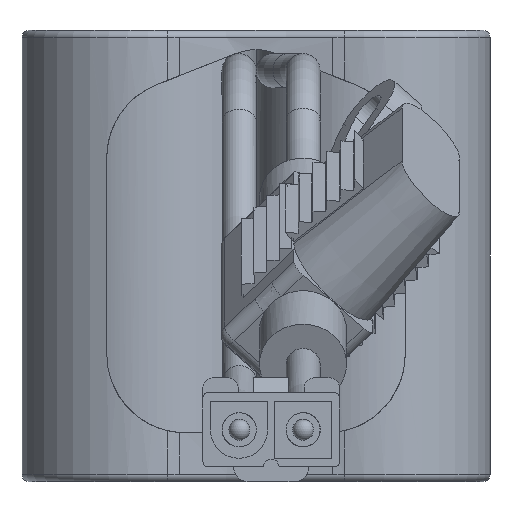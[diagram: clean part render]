
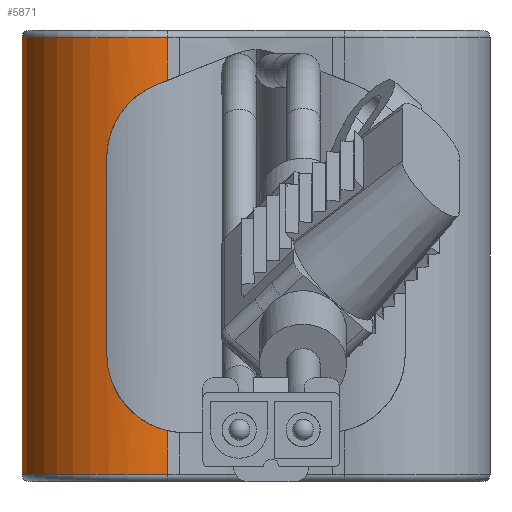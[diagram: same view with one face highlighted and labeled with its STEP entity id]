
A CAD part, left-side view. The second image highlights one B-rep face of the part: STEP entity #5871.
In plain terms, the highlighted cylindrical face has radius 11.716 mm (diameter 23.432 mm), a partial arc.
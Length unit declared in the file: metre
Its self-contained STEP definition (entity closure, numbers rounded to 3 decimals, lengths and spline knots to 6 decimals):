
#252=B_SPLINE_CURVE_WITH_KNOTS('',3,(#9587,#9588,#9589,#9590,#9591,#9592,
#9593,#9594,#9595,#9596,#9597,#9598,#9599,#9600,#9601,#9602,#9603,#9604,
#9605),.UNSPECIFIED.,.F.,.F.,(4,1,1,1,1,1,1,1,1,1,1,1,1,1,1,1,4),(0.,0.125,
0.1875,0.25,0.3125,0.34375,0.375,0.40625,0.4375,0.46875,0.5,0.53125,0.5625,
0.625,0.75,0.875,1.),.UNSPECIFIED.);
#260=B_SPLINE_CURVE_WITH_KNOTS('',3,(#9689,#9690,#9691,#9692,#9693,#9694,
#9695,#9696,#9697,#9698,#9699,#9700,#9701,#9702,#9703,#9704,#9705,#9706,
#9707,#9708,#9709,#9710,#9711,#9712),.UNSPECIFIED.,.F.,.F.,(4,1,1,1,1,1,
1,1,1,1,1,1,1,1,1,1,1,1,1,1,1,4),(0.,0.0625,0.125,0.1875,0.21875,0.25,0.28125,
0.3125,0.34375,0.375,0.40625,0.4375,0.5,0.5625,0.59375,0.625,0.65625,0.6875,
0.75,0.8125,0.875,1.),.UNSPECIFIED.);
#329=CIRCLE('',#6959,0.011716);
#371=CIRCLE('',#7012,0.011716);
#405=CIRCLE('',#7065,0.013447);
#925=ORIENTED_EDGE('',*,*,#2618,.T.);
#926=ORIENTED_EDGE('',*,*,#2606,.F.);
#927=ORIENTED_EDGE('',*,*,#2556,.T.);
#928=ORIENTED_EDGE('',*,*,#2579,.T.);
#929=ORIENTED_EDGE('',*,*,#2514,.T.);
#930=ORIENTED_EDGE('',*,*,#2616,.F.);
#931=ORIENTED_EDGE('',*,*,#2453,.T.);
#932=ORIENTED_EDGE('',*,*,#2457,.T.);
#933=ORIENTED_EDGE('',*,*,#2433,.T.);
#2433=EDGE_CURVE('',#3311,#3310,#252,.F.);
#2453=EDGE_CURVE('',#3329,#3328,#260,.F.);
#2457=EDGE_CURVE('',#3328,#3311,#3877,.T.);
#2514=EDGE_CURVE('',#3375,#3374,#329,.T.);
#2556=EDGE_CURVE('',#3416,#3417,#371,.T.);
#2579=EDGE_CURVE('',#3417,#3375,#3900,.T.);
#2606=EDGE_CURVE('',#3416,#3431,#3913,.T.);
#2616=EDGE_CURVE('',#3329,#3374,#3916,.T.);
#2618=EDGE_CURVE('',#3310,#3431,#405,.T.);
#3310=VERTEX_POINT('',#9586);
#3311=VERTEX_POINT('',#9606);
#3328=VERTEX_POINT('',#9688);
#3329=VERTEX_POINT('',#9713);
#3374=VERTEX_POINT('',#9994);
#3375=VERTEX_POINT('',#9996);
#3416=VERTEX_POINT('',#10090);
#3417=VERTEX_POINT('',#10091);
#3431=VERTEX_POINT('',#10172);
#3877=LINE('',#9726,#4350);
#3900=LINE('',#10125,#4373);
#3913=LINE('',#10171,#4386);
#3916=LINE('',#10193,#4389);
#4350=VECTOR('',#7647,1.);
#4373=VECTOR('',#7912,1.);
#4386=VECTOR('',#7961,1.);
#4389=VECTOR('',#7982,1.);
#4865=EDGE_LOOP('',(#925,#926,#927,#928,#929,#930,#931,#932,#933));
#5247=FACE_BOUND('',#4865,.T.);
#5601=CYLINDRICAL_SURFACE('',#7064,0.011716);
#5871=ADVANCED_FACE('',(#5247),#5601,.T.);
#6959=AXIS2_PLACEMENT_3D('',#9995,#7757,#7758);
#7012=AXIS2_PLACEMENT_3D('',#10089,#7863,#7864);
#7064=AXIS2_PLACEMENT_3D('',#10198,#7991,#7992);
#7065=AXIS2_PLACEMENT_3D('',#10199,#7993,#7994);
#7647=DIRECTION('',(0.,0.,1.));
#7757=DIRECTION('',(0.,0.,1.));
#7758=DIRECTION('',(0.,1.,0.));
#7863=DIRECTION('',(0.,0.,-1.));
#7864=DIRECTION('',(0.,1.,0.));
#7912=DIRECTION('',(0.,0.,-1.));
#7961=DIRECTION('',(0.,0.,-1.));
#7982=DIRECTION('',(0.,0.,-1.));
#7991=DIRECTION('',(0.,0.,-1.));
#7992=DIRECTION('',(0.,-1.,0.));
#7993=DIRECTION('',(0.,0.365,0.931));
#7994=DIRECTION('',(-0.994,-0.101,0.04));
#9586=CARTESIAN_POINT('',(-0.055655,0.009643,0.038525));
#9587=CARTESIAN_POINT('',(-0.055655,0.009643,0.038525));
#9588=CARTESIAN_POINT('',(-0.055692,0.009967,0.038398));
#9589=CARTESIAN_POINT('',(-0.055729,0.010465,0.038163));
#9590=CARTESIAN_POINT('',(-0.055737,0.011118,0.037761));
#9591=CARTESIAN_POINT('',(-0.05572,0.01163,0.037383));
#9592=CARTESIAN_POINT('',(-0.055697,0.011955,0.037102));
#9593=CARTESIAN_POINT('',(-0.05567,0.012233,0.036838));
#9594=CARTESIAN_POINT('',(-0.055644,0.01246,0.0366));
#9595=CARTESIAN_POINT('',(-0.055625,0.012601,0.036442));
#9596=CARTESIAN_POINT('',(-0.055599,0.012782,0.036228));
#9597=CARTESIAN_POINT('',(-0.05557,0.01296,0.036));
#9598=CARTESIAN_POINT('',(-0.055534,0.013162,0.035717));
#9599=CARTESIAN_POINT('',(-0.055506,0.013309,0.035491));
#9600=CARTESIAN_POINT('',(-0.055465,0.013508,0.035161));
#9601=CARTESIAN_POINT('',(-0.055393,0.013818,0.034572));
#9602=CARTESIAN_POINT('',(-0.055302,0.014162,0.033709));
#9603=CARTESIAN_POINT('',(-0.055223,0.014431,0.032516));
#9604=CARTESIAN_POINT('',(-0.055207,0.014478,0.031788));
#9605=CARTESIAN_POINT('',(-0.055207,0.014478,0.031432));
#9606=CARTESIAN_POINT('',(-0.055207,0.014478,0.031433));
#9688=CARTESIAN_POINT('',(-0.055207,0.014478,0.012383));
#9689=CARTESIAN_POINT('',(-0.055207,0.014478,0.012382));
#9690=CARTESIAN_POINT('',(-0.055207,0.014478,0.012172));
#9691=CARTESIAN_POINT('',(-0.055213,0.014461,0.01175));
#9692=CARTESIAN_POINT('',(-0.055239,0.014375,0.011083));
#9693=CARTESIAN_POINT('',(-0.05527,0.014271,0.0106));
#9694=CARTESIAN_POINT('',(-0.055302,0.014158,0.010188));
#9695=CARTESIAN_POINT('',(-0.055333,0.014043,0.009838));
#9696=CARTESIAN_POINT('',(-0.055354,0.013963,0.009625));
#9697=CARTESIAN_POINT('',(-0.055385,0.013844,0.009334));
#9698=CARTESIAN_POINT('',(-0.055419,0.013707,0.009035));
#9699=CARTESIAN_POINT('',(-0.055462,0.013516,0.008671));
#9700=CARTESIAN_POINT('',(-0.055494,0.013367,0.008417));
#9701=CARTESIAN_POINT('',(-0.05554,0.013132,0.008049));
#9702=CARTESIAN_POINT('',(-0.055593,0.012833,0.007637));
#9703=CARTESIAN_POINT('',(-0.055648,0.012434,0.007181));
#9704=CARTESIAN_POINT('',(-0.05568,0.012138,0.006886));
#9705=CARTESIAN_POINT('',(-0.055697,0.01194,0.006702));
#9706=CARTESIAN_POINT('',(-0.055716,0.011669,0.006469));
#9707=CARTESIAN_POINT('',(-0.055731,0.011327,0.006205));
#9708=CARTESIAN_POINT('',(-0.055738,0.010919,0.005924));
#9709=CARTESIAN_POINT('',(-0.055719,0.010323,0.005585));
#9710=CARTESIAN_POINT('',(-0.055658,0.009578,0.005244));
#9711=CARTESIAN_POINT('',(-0.055559,0.008948,0.005043));
#9712=CARTESIAN_POINT('',(-0.055473,0.008545,0.004952));
#9713=CARTESIAN_POINT('',(-0.055473,0.008545,0.004952));
#9726=CARTESIAN_POINT('',(-0.055207,0.014478,0.1649));
#9994=CARTESIAN_POINT('',(-0.055473,0.008545,0.000711));
#9995=CARTESIAN_POINT('',(-0.044018,0.011005,0.000711));
#9996=CARTESIAN_POINT('',(-0.041559,0.022459,0.000711));
#10089=CARTESIAN_POINT('',(-0.044018,0.011005,0.043104));
#10090=CARTESIAN_POINT('',(-0.055473,0.008545,0.043104));
#10091=CARTESIAN_POINT('',(-0.041559,0.022459,0.043104));
#10125=CARTESIAN_POINT('',(-0.041559,0.022459,0.1649));
#10171=CARTESIAN_POINT('',(-0.055473,0.008545,0.1649));
#10172=CARTESIAN_POINT('',(-0.055473,0.008545,0.038956));
#10193=CARTESIAN_POINT('',(-0.055473,0.008545,0.1649));
#10198=CARTESIAN_POINT('',(-0.044018,0.011005,0.1649));
#10199=CARTESIAN_POINT('',(-0.042286,0.010998,0.037993));
